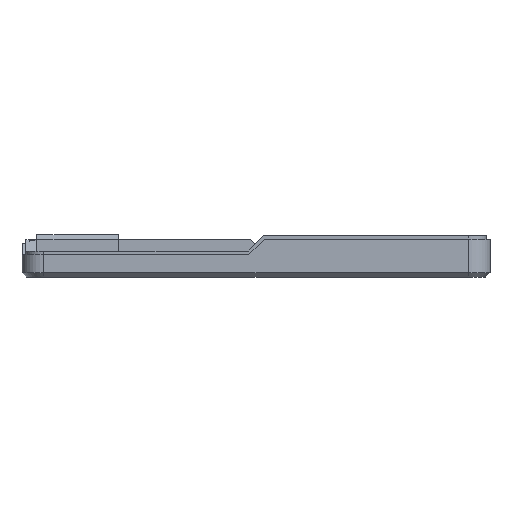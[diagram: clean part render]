
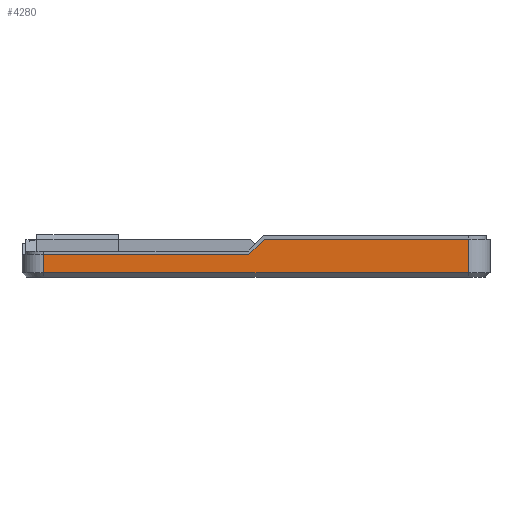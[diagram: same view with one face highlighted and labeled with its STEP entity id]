
A CAD part, front view. The second image highlights one B-rep face of the part: STEP entity #4280.
In plain terms, the highlighted planar face has unit normal (0, -1, 0).
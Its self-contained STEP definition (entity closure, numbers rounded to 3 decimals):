
#164 = PLANE('',#165);
#165 = AXIS2_PLACEMENT_3D('',#166,#167,#168);
#166 = CARTESIAN_POINT('',(5.,0.5,4.3));
#167 = DIRECTION('',(0.,-0.707,-0.707));
#168 = DIRECTION('',(1.,0.,0.));
#819 = PLANE('',#820);
#820 = AXIS2_PLACEMENT_3D('',#821,#822,#823);
#821 = CARTESIAN_POINT('',(21.971,1.447,9.));
#822 = DIRECTION('',(0.,0.,1.));
#823 = DIRECTION('',(0.,1.,0.));
#1102 = VERTEX_POINT('',#1103);
#1103 = CARTESIAN_POINT('',(5.,0.,4.8));
#1139 = CYLINDRICAL_SURFACE('',#1140,5.);
#1140 = AXIS2_PLACEMENT_3D('',#1141,#1142,#1143);
#1141 = CARTESIAN_POINT('',(5.,5.,3.8));
#1142 = DIRECTION('',(0.,0.,1.));
#1143 = DIRECTION('',(0.,-1.,0.));
#1379 = VERTEX_POINT('',#1380);
#1380 = CARTESIAN_POINT('',(103.,0.,4.8));
#1401 = EDGE_CURVE('',#1102,#1379,#1402,.T.);
#1402 = SURFACE_CURVE('',#1403,(#1407,#1414),.PCURVE_S1.);
#1403 = LINE('',#1404,#1405);
#1404 = CARTESIAN_POINT('',(5.,0.,4.8));
#1405 = VECTOR('',#1406,1.);
#1406 = DIRECTION('',(1.,0.,0.));
#1407 = PCURVE('',#164,#1408);
#1408 = DEFINITIONAL_REPRESENTATION('',(#1409),#1413);
#1409 = LINE('',#1410,#1411);
#1410 = CARTESIAN_POINT('',(0.,0.707));
#1411 = VECTOR('',#1412,1.);
#1412 = DIRECTION('',(1.,0.));
#1413 = ( GEOMETRIC_REPRESENTATION_CONTEXT(2) 
PARAMETRIC_REPRESENTATION_CONTEXT() REPRESENTATION_CONTEXT('2D SPACE',''
  ) );
#1414 = PCURVE('',#1415,#1420);
#1415 = PLANE('',#1416);
#1416 = AXIS2_PLACEMENT_3D('',#1417,#1418,#1419);
#1417 = CARTESIAN_POINT('',(0.,0.,0.));
#1418 = DIRECTION('',(0.,1.,0.));
#1419 = DIRECTION('',(1.,0.,0.));
#1420 = DEFINITIONAL_REPRESENTATION('',(#1421),#1425);
#1421 = LINE('',#1422,#1423);
#1422 = CARTESIAN_POINT('',(5.,-4.8));
#1423 = VECTOR('',#1424,1.);
#1424 = DIRECTION('',(1.,0.));
#1425 = ( GEOMETRIC_REPRESENTATION_CONTEXT(2) 
PARAMETRIC_REPRESENTATION_CONTEXT() REPRESENTATION_CONTEXT('2D SPACE',''
  ) );
#1519 = CYLINDRICAL_SURFACE('',#1520,5.);
#1520 = AXIS2_PLACEMENT_3D('',#1521,#1522,#1523);
#1521 = CARTESIAN_POINT('',(103.,5.,3.8));
#1522 = DIRECTION('',(0.,0.,1.));
#1523 = DIRECTION('',(1.,0.,0.));
#3019 = EDGE_CURVE('',#3020,#3022,#3024,.T.);
#3020 = VERTEX_POINT('',#3021);
#3021 = CARTESIAN_POINT('',(5.,0.,9.));
#3022 = VERTEX_POINT('',#3023);
#3023 = CARTESIAN_POINT('',(52.349,0.,9.));
#3024 = SURFACE_CURVE('',#3025,(#3029,#3036),.PCURVE_S1.);
#3025 = LINE('',#3026,#3027);
#3026 = CARTESIAN_POINT('',(0.9,0.,9.));
#3027 = VECTOR('',#3028,1.);
#3028 = DIRECTION('',(1.,0.,0.));
#3029 = PCURVE('',#819,#3030);
#3030 = DEFINITIONAL_REPRESENTATION('',(#3031),#3035);
#3031 = LINE('',#3032,#3033);
#3032 = CARTESIAN_POINT('',(-1.447,21.071));
#3033 = VECTOR('',#3034,1.);
#3034 = DIRECTION('',(0.,-1.));
#3035 = ( GEOMETRIC_REPRESENTATION_CONTEXT(2) 
PARAMETRIC_REPRESENTATION_CONTEXT() REPRESENTATION_CONTEXT('2D SPACE',''
  ) );
#3036 = PCURVE('',#1415,#3037);
#3037 = DEFINITIONAL_REPRESENTATION('',(#3038),#3042);
#3038 = LINE('',#3039,#3040);
#3039 = CARTESIAN_POINT('',(0.9,-9.));
#3040 = VECTOR('',#3041,1.);
#3041 = DIRECTION('',(1.,0.));
#3042 = ( GEOMETRIC_REPRESENTATION_CONTEXT(2) 
PARAMETRIC_REPRESENTATION_CONTEXT() REPRESENTATION_CONTEXT('2D SPACE',''
  ) );
#3060 = PLANE('',#3061);
#3061 = AXIS2_PLACEMENT_3D('',#3062,#3063,#3064);
#3062 = CARTESIAN_POINT('',(52.349,0.,9.));
#3063 = DIRECTION('',(0.707,0.,-0.707));
#3064 = DIRECTION('',(0.707,0.,0.707));
#3600 = EDGE_CURVE('',#1102,#3020,#3601,.T.);
#3601 = SURFACE_CURVE('',#3602,(#3606,#3613),.PCURVE_S1.);
#3602 = LINE('',#3603,#3604);
#3603 = CARTESIAN_POINT('',(5.,0.,3.8));
#3604 = VECTOR('',#3605,1.);
#3605 = DIRECTION('',(0.,0.,1.));
#3606 = PCURVE('',#1139,#3607);
#3607 = DEFINITIONAL_REPRESENTATION('',(#3608),#3612);
#3608 = LINE('',#3609,#3610);
#3609 = CARTESIAN_POINT('',(-0.,0.));
#3610 = VECTOR('',#3611,1.);
#3611 = DIRECTION('',(-0.,1.));
#3612 = ( GEOMETRIC_REPRESENTATION_CONTEXT(2) 
PARAMETRIC_REPRESENTATION_CONTEXT() REPRESENTATION_CONTEXT('2D SPACE',''
  ) );
#3613 = PCURVE('',#1415,#3614);
#3614 = DEFINITIONAL_REPRESENTATION('',(#3615),#3619);
#3615 = LINE('',#3616,#3617);
#3616 = CARTESIAN_POINT('',(5.,-3.8));
#3617 = VECTOR('',#3618,1.);
#3618 = DIRECTION('',(0.,-1.));
#3619 = ( GEOMETRIC_REPRESENTATION_CONTEXT(2) 
PARAMETRIC_REPRESENTATION_CONTEXT() REPRESENTATION_CONTEXT('2D SPACE',''
  ) );
#4280 = ADVANCED_FACE('',(#4281),#1415,.F.);
#4281 = FACE_BOUND('',#4282,.F.);
#4282 = EDGE_LOOP('',(#4283,#4284,#4285,#4308,#4336,#4357));
#4283 = ORIENTED_EDGE('',*,*,#3600,.T.);
#4284 = ORIENTED_EDGE('',*,*,#3019,.T.);
#4285 = ORIENTED_EDGE('',*,*,#4286,.T.);
#4286 = EDGE_CURVE('',#3022,#4287,#4289,.T.);
#4287 = VERTEX_POINT('',#4288);
#4288 = CARTESIAN_POINT('',(55.899,0.,12.55));
#4289 = SURFACE_CURVE('',#4290,(#4294,#4301),.PCURVE_S1.);
#4290 = LINE('',#4291,#4292);
#4291 = CARTESIAN_POINT('',(52.349,0.,9.));
#4292 = VECTOR('',#4293,1.);
#4293 = DIRECTION('',(0.707,0.,0.707));
#4294 = PCURVE('',#1415,#4295);
#4295 = DEFINITIONAL_REPRESENTATION('',(#4296),#4300);
#4296 = LINE('',#4297,#4298);
#4297 = CARTESIAN_POINT('',(52.349,-9.));
#4298 = VECTOR('',#4299,1.);
#4299 = DIRECTION('',(0.707,-0.707));
#4300 = ( GEOMETRIC_REPRESENTATION_CONTEXT(2) 
PARAMETRIC_REPRESENTATION_CONTEXT() REPRESENTATION_CONTEXT('2D SPACE',''
  ) );
#4301 = PCURVE('',#3060,#4302);
#4302 = DEFINITIONAL_REPRESENTATION('',(#4303),#4307);
#4303 = LINE('',#4304,#4305);
#4304 = CARTESIAN_POINT('',(0.,0.));
#4305 = VECTOR('',#4306,1.);
#4306 = DIRECTION('',(1.,0.));
#4307 = ( GEOMETRIC_REPRESENTATION_CONTEXT(2) 
PARAMETRIC_REPRESENTATION_CONTEXT() REPRESENTATION_CONTEXT('2D SPACE',''
  ) );
#4308 = ORIENTED_EDGE('',*,*,#4309,.F.);
#4309 = EDGE_CURVE('',#4310,#4287,#4312,.T.);
#4310 = VERTEX_POINT('',#4311);
#4311 = CARTESIAN_POINT('',(103.,0.,12.55));
#4312 = SURFACE_CURVE('',#4313,(#4317,#4324),.PCURVE_S1.);
#4313 = LINE('',#4314,#4315);
#4314 = CARTESIAN_POINT('',(108.,0.,12.55));
#4315 = VECTOR('',#4316,1.);
#4316 = DIRECTION('',(-1.,-0.,-0.));
#4317 = PCURVE('',#1415,#4318);
#4318 = DEFINITIONAL_REPRESENTATION('',(#4319),#4323);
#4319 = LINE('',#4320,#4321);
#4320 = CARTESIAN_POINT('',(108.,-12.55));
#4321 = VECTOR('',#4322,1.);
#4322 = DIRECTION('',(-1.,0.));
#4323 = ( GEOMETRIC_REPRESENTATION_CONTEXT(2) 
PARAMETRIC_REPRESENTATION_CONTEXT() REPRESENTATION_CONTEXT('2D SPACE',''
  ) );
#4324 = PCURVE('',#4325,#4330);
#4325 = PLANE('',#4326);
#4326 = AXIS2_PLACEMENT_3D('',#4327,#4328,#4329);
#4327 = CARTESIAN_POINT('',(87.757,2.418,12.55));
#4328 = DIRECTION('',(0.,0.,1.));
#4329 = DIRECTION('',(1.,0.,0.));
#4330 = DEFINITIONAL_REPRESENTATION('',(#4331),#4335);
#4331 = LINE('',#4332,#4333);
#4332 = CARTESIAN_POINT('',(20.243,-2.418));
#4333 = VECTOR('',#4334,1.);
#4334 = DIRECTION('',(-1.,0.));
#4335 = ( GEOMETRIC_REPRESENTATION_CONTEXT(2) 
PARAMETRIC_REPRESENTATION_CONTEXT() REPRESENTATION_CONTEXT('2D SPACE',''
  ) );
#4336 = ORIENTED_EDGE('',*,*,#4337,.F.);
#4337 = EDGE_CURVE('',#1379,#4310,#4338,.T.);
#4338 = SURFACE_CURVE('',#4339,(#4343,#4350),.PCURVE_S1.);
#4339 = LINE('',#4340,#4341);
#4340 = CARTESIAN_POINT('',(103.,0.,3.8));
#4341 = VECTOR('',#4342,1.);
#4342 = DIRECTION('',(0.,0.,1.));
#4343 = PCURVE('',#1415,#4344);
#4344 = DEFINITIONAL_REPRESENTATION('',(#4345),#4349);
#4345 = LINE('',#4346,#4347);
#4346 = CARTESIAN_POINT('',(103.,-3.8));
#4347 = VECTOR('',#4348,1.);
#4348 = DIRECTION('',(0.,-1.));
#4349 = ( GEOMETRIC_REPRESENTATION_CONTEXT(2) 
PARAMETRIC_REPRESENTATION_CONTEXT() REPRESENTATION_CONTEXT('2D SPACE',''
  ) );
#4350 = PCURVE('',#1519,#4351);
#4351 = DEFINITIONAL_REPRESENTATION('',(#4352),#4356);
#4352 = LINE('',#4353,#4354);
#4353 = CARTESIAN_POINT('',(-1.571,0.));
#4354 = VECTOR('',#4355,1.);
#4355 = DIRECTION('',(-0.,1.));
#4356 = ( GEOMETRIC_REPRESENTATION_CONTEXT(2) 
PARAMETRIC_REPRESENTATION_CONTEXT() REPRESENTATION_CONTEXT('2D SPACE',''
  ) );
#4357 = ORIENTED_EDGE('',*,*,#1401,.F.);
